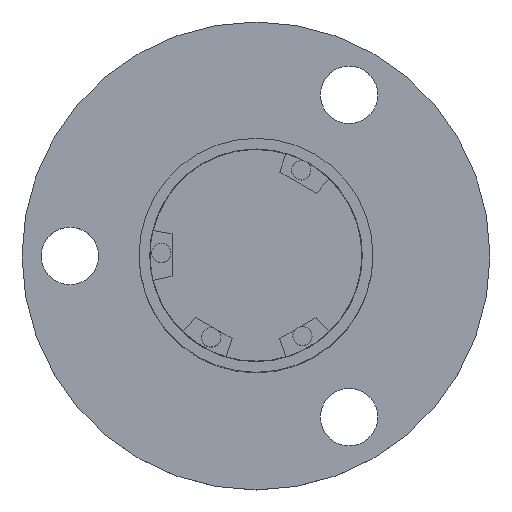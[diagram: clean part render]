
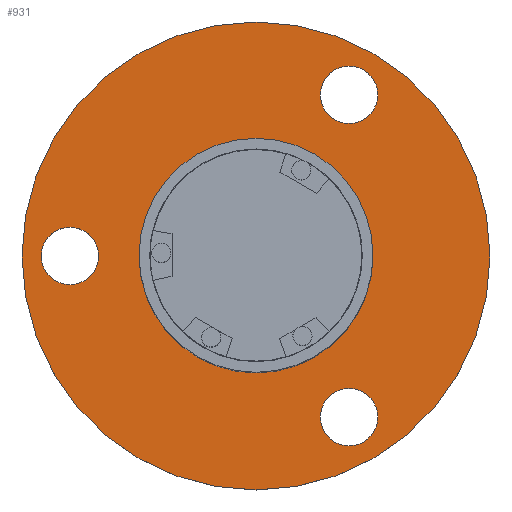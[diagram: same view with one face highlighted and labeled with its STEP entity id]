
A CAD part, top view. The second image highlights one B-rep face of the part: STEP entity #931.
In plain terms, the highlighted planar face has unit normal (0, 0, 1).
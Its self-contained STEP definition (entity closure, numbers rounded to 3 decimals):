
#81 = VERTEX_POINT ( 'NONE', #1606 ) ;
#99 = DIRECTION ( 'NONE',  ( -1., 0., 0. ) ) ;
#112 = DIRECTION ( 'NONE',  ( 0., 0., 1. ) ) ;
#113 = VERTEX_POINT ( 'NONE', #1832 ) ;
#133 = VERTEX_POINT ( 'NONE', #860 ) ;
#143 = ORIENTED_EDGE ( 'NONE', *, *, #1558, .F. ) ;
#160 = CARTESIAN_POINT ( 'NONE',  ( -17.5, 0., 15.8 ) ) ;
#175 = AXIS2_PLACEMENT_3D ( 'NONE', #1210, #112, #1397 ) ;
#218 = CARTESIAN_POINT ( 'NONE',  ( -20.2, 0., 15.8 ) ) ;
#232 = CARTESIAN_POINT ( 'NONE',  ( -14.8, 0., 15.8 ) ) ;
#313 = DIRECTION ( 'NONE',  ( 0., 0., 1. ) ) ;
#335 = DIRECTION ( 'NONE',  ( -1., 0., 0. ) ) ;
#355 = CIRCLE ( 'NONE', #1461, 2.7 ) ;
#357 = EDGE_LOOP ( 'NONE', ( #1833, #1941 ) ) ;
#371 = FACE_BOUND ( 'NONE', #357, .T. ) ;
#427 = DIRECTION ( 'NONE',  ( 0., 0., -1. ) ) ;
#431 = EDGE_LOOP ( 'NONE', ( #781, #1485 ) ) ;
#463 = AXIS2_PLACEMENT_3D ( 'NONE', #1047, #2335, #1231 ) ;
#605 = EDGE_LOOP ( 'NONE', ( #143, #881 ) ) ;
#643 = AXIS2_PLACEMENT_3D ( 'NONE', #1964, #2216, #1123 ) ;
#659 = CIRCLE ( 'NONE', #1675, 11. ) ;
#742 = ORIENTED_EDGE ( 'NONE', *, *, #1835, .T. ) ;
#781 = ORIENTED_EDGE ( 'NONE', *, *, #1876, .F. ) ;
#830 = CIRCLE ( 'NONE', #1644, 2.7 ) ;
#837 = EDGE_CURVE ( 'NONE', #1517, #113, #1953, .T. ) ;
#858 = CARTESIAN_POINT ( 'NONE',  ( 0., 0., 15.8 ) ) ;
#860 = CARTESIAN_POINT ( 'NONE',  ( 11.45, 15.155, 15.8 ) ) ;
#864 = FACE_BOUND ( 'NONE', #605, .T. ) ;
#877 = DIRECTION ( 'NONE',  ( 0., 0., 1. ) ) ;
#879 = ORIENTED_EDGE ( 'NONE', *, *, #2276, .F. ) ;
#880 = EDGE_LOOP ( 'NONE', ( #2308, #742 ) ) ;
#881 = ORIENTED_EDGE ( 'NONE', *, *, #947, .F. ) ;
#902 = FACE_OUTER_BOUND ( 'NONE', #1009, .T. ) ;
#922 = DIRECTION ( 'NONE',  ( 0., 0., -1. ) ) ;
#931 = ADVANCED_FACE ( 'NONE', ( #864, #371, #1408, #1378, #902 ), #1774, .F. ) ;
#941 = CIRCLE ( 'NONE', #1669, 2.7 ) ;
#947 = EDGE_CURVE ( 'NONE', #133, #1107, #830, .T. ) ;
#995 = CARTESIAN_POINT ( 'NONE',  ( 0., 0., 15.8 ) ) ;
#1009 = EDGE_LOOP ( 'NONE', ( #879, #1956 ) ) ;
#1021 = VERTEX_POINT ( 'NONE', #1634 ) ;
#1042 = DIRECTION ( 'NONE',  ( -1., 0., 0. ) ) ;
#1047 = CARTESIAN_POINT ( 'NONE',  ( 0., 0., 15.8 ) ) ;
#1107 = VERTEX_POINT ( 'NONE', #1626 ) ;
#1123 = DIRECTION ( 'NONE',  ( -1., 0., 0. ) ) ;
#1176 = DIRECTION ( 'NONE',  ( -1., 0., 0. ) ) ;
#1188 = EDGE_CURVE ( 'NONE', #81, #1021, #1347, .T. ) ;
#1195 = DIRECTION ( 'NONE',  ( 0., 0., 1. ) ) ;
#1210 = CARTESIAN_POINT ( 'NONE',  ( 8.75, -15.155, 15.8 ) ) ;
#1231 = DIRECTION ( 'NONE',  ( -1., 0., 0. ) ) ;
#1233 = AXIS2_PLACEMENT_3D ( 'NONE', #1417, #313, #1602 ) ;
#1340 = AXIS2_PLACEMENT_3D ( 'NONE', #2021, #922, #2198 ) ;
#1347 = CIRCLE ( 'NONE', #1340, 22. ) ;
#1368 = CIRCLE ( 'NONE', #643, 2.7 ) ;
#1378 = FACE_BOUND ( 'NONE', #880, .T. ) ;
#1390 = AXIS2_PLACEMENT_3D ( 'NONE', #858, #2144, #1042 ) ;
#1397 = DIRECTION ( 'NONE',  ( -1., 0., 0. ) ) ;
#1408 = FACE_BOUND ( 'NONE', #431, .T. ) ;
#1417 = CARTESIAN_POINT ( 'NONE',  ( 8.75, -15.155, 15.8 ) ) ;
#1438 = DIRECTION ( 'NONE',  ( 0., 0., 1. ) ) ;
#1454 = CIRCLE ( 'NONE', #463, 11. ) ;
#1461 = AXIS2_PLACEMENT_3D ( 'NONE', #2296, #1195, #99 ) ;
#1485 = ORIENTED_EDGE ( 'NONE', *, *, #1487, .F. ) ;
#1487 = EDGE_CURVE ( 'NONE', #1649, #1621, #941, .T. ) ;
#1517 = VERTEX_POINT ( 'NONE', #1819 ) ;
#1532 = CARTESIAN_POINT ( 'NONE',  ( 0., 0., 15.8 ) ) ;
#1558 = EDGE_CURVE ( 'NONE', #1107, #133, #1368, .T. ) ;
#1574 = CIRCLE ( 'NONE', #2174, 22. ) ;
#1602 = DIRECTION ( 'NONE',  ( -1., 0., 0. ) ) ;
#1606 = CARTESIAN_POINT ( 'NONE',  ( 22., 0., 15.8 ) ) ;
#1621 = VERTEX_POINT ( 'NONE', #218 ) ;
#1626 = CARTESIAN_POINT ( 'NONE',  ( 6.05, 15.155, 15.8 ) ) ;
#1634 = CARTESIAN_POINT ( 'NONE',  ( -22., 0., 15.8 ) ) ;
#1644 = AXIS2_PLACEMENT_3D ( 'NONE', #1978, #877, #2161 ) ;
#1649 = VERTEX_POINT ( 'NONE', #232 ) ;
#1669 = AXIS2_PLACEMENT_3D ( 'NONE', #160, #1438, #335 ) ;
#1675 = AXIS2_PLACEMENT_3D ( 'NONE', #1532, #427, #1715 ) ;
#1715 = DIRECTION ( 'NONE',  ( -1., 0., 0. ) ) ;
#1774 = PLANE ( 'NONE',  #1390 ) ;
#1790 = CARTESIAN_POINT ( 'NONE',  ( 11., 0., 15.8 ) ) ;
#1819 = CARTESIAN_POINT ( 'NONE',  ( 6.05, -15.155, 15.8 ) ) ;
#1832 = CARTESIAN_POINT ( 'NONE',  ( 11.45, -15.155, 15.8 ) ) ;
#1833 = ORIENTED_EDGE ( 'NONE', *, *, #837, .F. ) ;
#1835 = EDGE_CURVE ( 'NONE', #1853, #2350, #1454, .T. ) ;
#1853 = VERTEX_POINT ( 'NONE', #1790 ) ;
#1876 = EDGE_CURVE ( 'NONE', #1621, #1649, #355, .T. ) ;
#1917 = CARTESIAN_POINT ( 'NONE',  ( -11., 0., 15.8 ) ) ;
#1941 = ORIENTED_EDGE ( 'NONE', *, *, #2003, .F. ) ;
#1953 = CIRCLE ( 'NONE', #175, 2.7 ) ;
#1956 = ORIENTED_EDGE ( 'NONE', *, *, #1188, .F. ) ;
#1964 = CARTESIAN_POINT ( 'NONE',  ( 8.75, 15.155, 15.8 ) ) ;
#1978 = CARTESIAN_POINT ( 'NONE',  ( 8.75, 15.155, 15.8 ) ) ;
#2003 = EDGE_CURVE ( 'NONE', #113, #1517, #2074, .T. ) ;
#2021 = CARTESIAN_POINT ( 'NONE',  ( 0., 0., 15.8 ) ) ;
#2074 = CIRCLE ( 'NONE', #1233, 2.7 ) ;
#2144 = DIRECTION ( 'NONE',  ( 0., 0., -1. ) ) ;
#2161 = DIRECTION ( 'NONE',  ( -1., 0., 0. ) ) ;
#2174 = AXIS2_PLACEMENT_3D ( 'NONE', #995, #2267, #1176 ) ;
#2198 = DIRECTION ( 'NONE',  ( -1., 0., 0. ) ) ;
#2216 = DIRECTION ( 'NONE',  ( 0., 0., 1. ) ) ;
#2251 = EDGE_CURVE ( 'NONE', #2350, #1853, #659, .T. ) ;
#2267 = DIRECTION ( 'NONE',  ( 0., 0., -1. ) ) ;
#2276 = EDGE_CURVE ( 'NONE', #1021, #81, #1574, .T. ) ;
#2296 = CARTESIAN_POINT ( 'NONE',  ( -17.5, 0., 15.8 ) ) ;
#2308 = ORIENTED_EDGE ( 'NONE', *, *, #2251, .T. ) ;
#2335 = DIRECTION ( 'NONE',  ( 0., 0., -1. ) ) ;
#2350 = VERTEX_POINT ( 'NONE', #1917 ) ;
